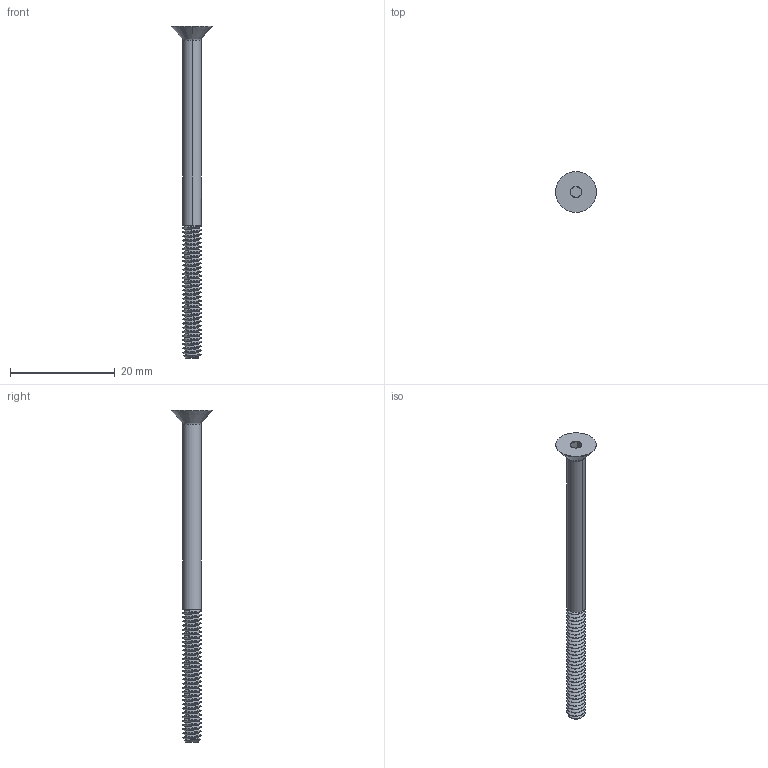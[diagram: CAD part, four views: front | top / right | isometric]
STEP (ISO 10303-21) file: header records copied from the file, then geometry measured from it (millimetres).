
FILE_DESCRIPTION (( 'STEP AP203' ), '1' );
FILE_NAME ('91253A167_ALLOY STEEL FLAT-HEAD SOCKET CAP SCREW.STEP', '2021-10-25T17:43:47', ( '' ), ( '' ), 'SwSTEP 2.0', 'SolidWorks 2020', '' );
FILE_SCHEMA (( 'CONFIG_CONTROL_DESIGN' ));
Length unit declared in the file: inch
Products named in the file (1): 91253A167_ALLOY STEEL FLAT-HEAD SOCKET CAP SCREW
Bounding box: 7.8 x 7.8 x 63.5 mm (x, y, z)
Volume: 587.8 mm3; surface area: 934.7 mm2
Topology: 1 solids, 1 shells, 157 faces, 442 edges, 288 vertices
Faces by surface type: cylinder 131, cone 12, plane 10, torus 2, bspline 2
Entity records: 9777 total; most frequent: CARTESIAN_POINT 6426, ORIENTED_EDGE 884, DIRECTION 510, EDGE_CURVE 442, VERTEX_POINT 288, AXIS2_PLACEMENT_3D 181, EDGE_LOOP 158, ADVANCED_FACE 157
